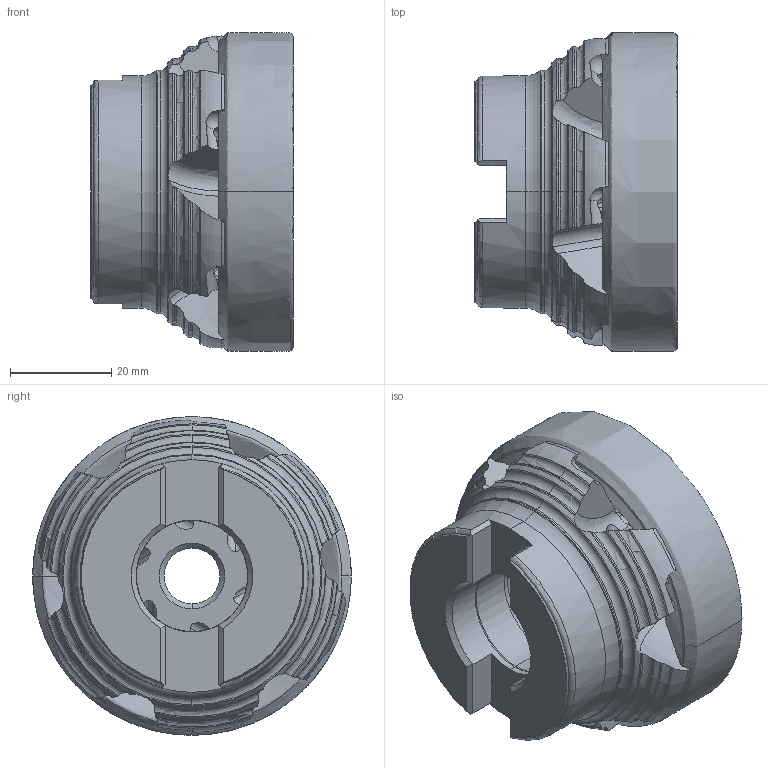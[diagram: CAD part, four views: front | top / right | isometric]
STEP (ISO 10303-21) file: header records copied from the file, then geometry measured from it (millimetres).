
FILE_DESCRIPTION (( 'STEP AP214' ), '1' );
FILE_NAME ('90PP_063_723_6.STEP', '2016-07-22T08:21:57', ( '' ), ( '' ), 'SwSTEP 2.0', 'SolidWorks 2016', '' );
FILE_SCHEMA (( 'AUTOMOTIVE_DESIGN' ));
Length unit declared in the file: millimetre
Products named in the file (1): 90PP_063_723_6
Bounding box: 40.04 x 63.02 x 63.02 mm (x, y, z)
Volume: 73916 mm3; surface area: 19244.3 mm2
Topology: 1 solids, 1 shells, 499 faces, 1547 edges, 991 vertices
Faces by surface type: cylinder 168, plane 133, torus 107, cone 52, sphere 30, bspline 9
Entity records: 21457 total; most frequent: CARTESIAN_POINT 8868, ORIENTED_EDGE 3022, DIRECTION 2244, EDGE_CURVE 1511, VERTEX_POINT 973, AXIS2_PLACEMENT_3D 941, B_SPLINE_CURVE_WITH_KNOTS 582, EDGE_LOOP 508
